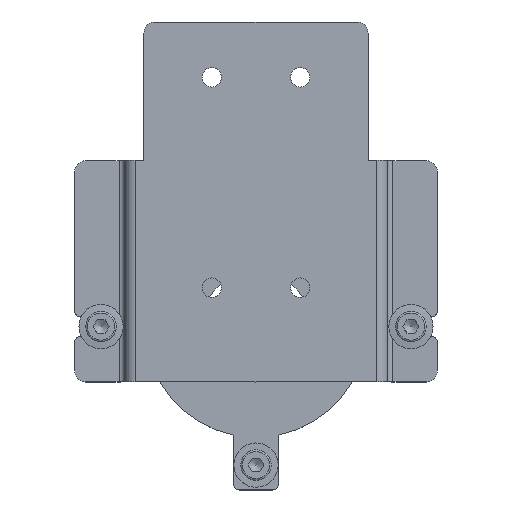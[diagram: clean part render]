
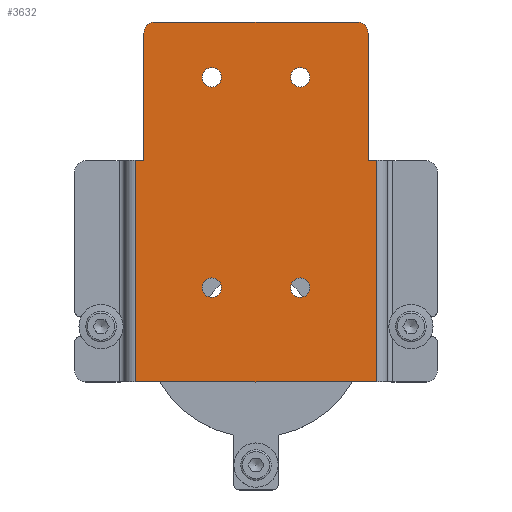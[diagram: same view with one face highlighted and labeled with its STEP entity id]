
A CAD part, top view. The second image highlights one B-rep face of the part: STEP entity #3632.
In plain terms, the highlighted planar face has unit normal (0, 0, 1).
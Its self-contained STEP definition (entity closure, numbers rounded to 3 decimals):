
#135=FACE_BOUND('',#598,.T.);
#136=FACE_BOUND('',#599,.T.);
#137=FACE_BOUND('',#600,.T.);
#138=FACE_BOUND('',#601,.T.);
#207=PLANE('',#3962);
#364=FACE_OUTER_BOUND('',#597,.T.);
#597=EDGE_LOOP('',(#2848,#2849,#2850,#2851,#2852,#2853,#2854,#2855,#2856,
#2857));
#598=EDGE_LOOP('',(#2858));
#599=EDGE_LOOP('',(#2859));
#600=EDGE_LOOP('',(#2860));
#601=EDGE_LOOP('',(#2861));
#905=LINE('',#5767,#1208);
#909=LINE('',#5783,#1212);
#911=LINE('',#5787,#1214);
#912=LINE('',#5791,#1215);
#913=LINE('',#5793,#1216);
#914=LINE('',#5795,#1217);
#915=LINE('',#5797,#1218);
#916=LINE('',#5798,#1219);
#1208=VECTOR('',#4670,10.);
#1212=VECTOR('',#4686,10.);
#1214=VECTOR('',#4690,10.);
#1215=VECTOR('',#4693,10.);
#1216=VECTOR('',#4694,10.);
#1217=VECTOR('',#4695,10.);
#1218=VECTOR('',#4696,10.);
#1219=VECTOR('',#4697,10.);
#1434=CIRCLE('',#3960,2.);
#1435=CIRCLE('',#3963,2.);
#1436=CIRCLE('',#3964,1.75);
#1437=CIRCLE('',#3965,1.75);
#1438=CIRCLE('',#3966,1.75);
#1439=CIRCLE('',#3967,1.75);
#1681=VERTEX_POINT('',#5764);
#1682=VERTEX_POINT('',#5766);
#1687=VERTEX_POINT('',#5777);
#1688=VERTEX_POINT('',#5779);
#1689=VERTEX_POINT('',#5786);
#1690=VERTEX_POINT('',#5788);
#1691=VERTEX_POINT('',#5790);
#1692=VERTEX_POINT('',#5792);
#1693=VERTEX_POINT('',#5794);
#1694=VERTEX_POINT('',#5796);
#1695=VERTEX_POINT('',#5799);
#1696=VERTEX_POINT('',#5801);
#1697=VERTEX_POINT('',#5803);
#1698=VERTEX_POINT('',#5805);
#2099=EDGE_CURVE('',#1682,#1681,#905,.T.);
#2105=EDGE_CURVE('',#1687,#1688,#1434,.T.);
#2107=EDGE_CURVE('',#1681,#1688,#909,.T.);
#2109=EDGE_CURVE('',#1689,#1687,#911,.T.);
#2110=EDGE_CURVE('',#1690,#1689,#1435,.T.);
#2111=EDGE_CURVE('',#1690,#1691,#912,.T.);
#2112=EDGE_CURVE('',#1691,#1692,#913,.T.);
#2113=EDGE_CURVE('',#1692,#1693,#914,.T.);
#2114=EDGE_CURVE('',#1694,#1693,#915,.T.);
#2115=EDGE_CURVE('',#1682,#1694,#916,.T.);
#2116=EDGE_CURVE('',#1695,#1695,#1436,.T.);
#2117=EDGE_CURVE('',#1696,#1696,#1437,.T.);
#2118=EDGE_CURVE('',#1697,#1697,#1438,.T.);
#2119=EDGE_CURVE('',#1698,#1698,#1439,.T.);
#2848=ORIENTED_EDGE('',*,*,#2105,.F.);
#2849=ORIENTED_EDGE('',*,*,#2109,.F.);
#2850=ORIENTED_EDGE('',*,*,#2110,.F.);
#2851=ORIENTED_EDGE('',*,*,#2111,.T.);
#2852=ORIENTED_EDGE('',*,*,#2112,.T.);
#2853=ORIENTED_EDGE('',*,*,#2113,.T.);
#2854=ORIENTED_EDGE('',*,*,#2114,.F.);
#2855=ORIENTED_EDGE('',*,*,#2115,.F.);
#2856=ORIENTED_EDGE('',*,*,#2099,.T.);
#2857=ORIENTED_EDGE('',*,*,#2107,.T.);
#2858=ORIENTED_EDGE('',*,*,#2116,.T.);
#2859=ORIENTED_EDGE('',*,*,#2117,.T.);
#2860=ORIENTED_EDGE('',*,*,#2118,.T.);
#2861=ORIENTED_EDGE('',*,*,#2119,.T.);
#3632=ADVANCED_FACE('',(#364,#135,#136,#137,#138),#207,.T.);
#3960=AXIS2_PLACEMENT_3D('',#5780,#4681,#4682);
#3962=AXIS2_PLACEMENT_3D('',#5785,#4688,#4689);
#3963=AXIS2_PLACEMENT_3D('',#5789,#4691,#4692);
#3964=AXIS2_PLACEMENT_3D('',#5800,#4698,#4699);
#3965=AXIS2_PLACEMENT_3D('',#5802,#4700,#4701);
#3966=AXIS2_PLACEMENT_3D('',#5804,#4702,#4703);
#3967=AXIS2_PLACEMENT_3D('',#5806,#4704,#4705);
#4670=DIRECTION('',(-1.,0.,0.));
#4681=DIRECTION('center_axis',(0.,0.,
-1.));
#4682=DIRECTION('ref_axis',(0.707,0.707,0.));
#4686=DIRECTION('',(0.,1.,0.));
#4688=DIRECTION('center_axis',(0.,0.,
1.));
#4689=DIRECTION('ref_axis',(0.,-1.,0.));
#4690=DIRECTION('',(1.,0.,0.));
#4691=DIRECTION('center_axis',(0.,0.,
-1.));
#4692=DIRECTION('ref_axis',(-0.707,0.707,0.));
#4693=DIRECTION('',(0.,-1.,0.));
#4694=DIRECTION('',(-1.,0.,0.));
#4695=DIRECTION('',(0.,-1.,0.));
#4696=DIRECTION('',(-1.,0.,0.));
#4697=DIRECTION('',(0.,-1.,0.));
#4698=DIRECTION('center_axis',(0.,0.,
-1.));
#4699=DIRECTION('ref_axis',(1.,0.,0.));
#4700=DIRECTION('center_axis',(0.,0.,
-1.));
#4701=DIRECTION('ref_axis',(1.,0.,0.));
#4702=DIRECTION('center_axis',(0.,0.,
-1.));
#4703=DIRECTION('ref_axis',(1.,0.,0.));
#4704=DIRECTION('center_axis',(0.,0.,
-1.));
#4705=DIRECTION('ref_axis',(1.,0.,0.));
#5764=CARTESIAN_POINT('',(20.25,30.,36.));
#5766=CARTESIAN_POINT('',(21.75,30.,36.));
#5767=CARTESIAN_POINT('',(10.125,30.,36.));
#5777=CARTESIAN_POINT('',(18.25,55.,36.));
#5779=CARTESIAN_POINT('',(20.25,53.,36.));
#5780=CARTESIAN_POINT('Origin',(18.25,53.,36.));
#5783=CARTESIAN_POINT('',(20.25,38.75,36.));
#5785=CARTESIAN_POINT('Origin',(0.,22.5,36.));
#5786=CARTESIAN_POINT('',(-18.25,55.,36.));
#5787=CARTESIAN_POINT('',(48.274,55.,36.));
#5788=CARTESIAN_POINT('',(-20.25,53.,36.));
#5789=CARTESIAN_POINT('Origin',(-18.25,53.,36.));
#5790=CARTESIAN_POINT('',(-20.25,30.,36.));
#5791=CARTESIAN_POINT('',(-20.25,38.75,36.));
#5792=CARTESIAN_POINT('',(-21.75,30.,36.));
#5793=CARTESIAN_POINT('',(-10.125,30.,36.));
#5794=CARTESIAN_POINT('',(-21.75,-10.,36.));
#5795=CARTESIAN_POINT('',(-21.75,22.5,36.));
#5796=CARTESIAN_POINT('',(21.75,-10.,36.));
#5797=CARTESIAN_POINT('',(-56.274,-10.,36.));
#5798=CARTESIAN_POINT('',(21.75,22.5,36.));
#5799=CARTESIAN_POINT('',(6.25,45.,36.));
#5800=CARTESIAN_POINT('Origin',(8.,45.,36.));
#5801=CARTESIAN_POINT('',(-9.75,7.,36.));
#5802=CARTESIAN_POINT('Origin',(-8.,7.,36.));
#5803=CARTESIAN_POINT('',(6.25,7.,36.));
#5804=CARTESIAN_POINT('Origin',(8.,7.,36.));
#5805=CARTESIAN_POINT('',(-9.75,45.,36.));
#5806=CARTESIAN_POINT('Origin',(-8.,45.,36.));
